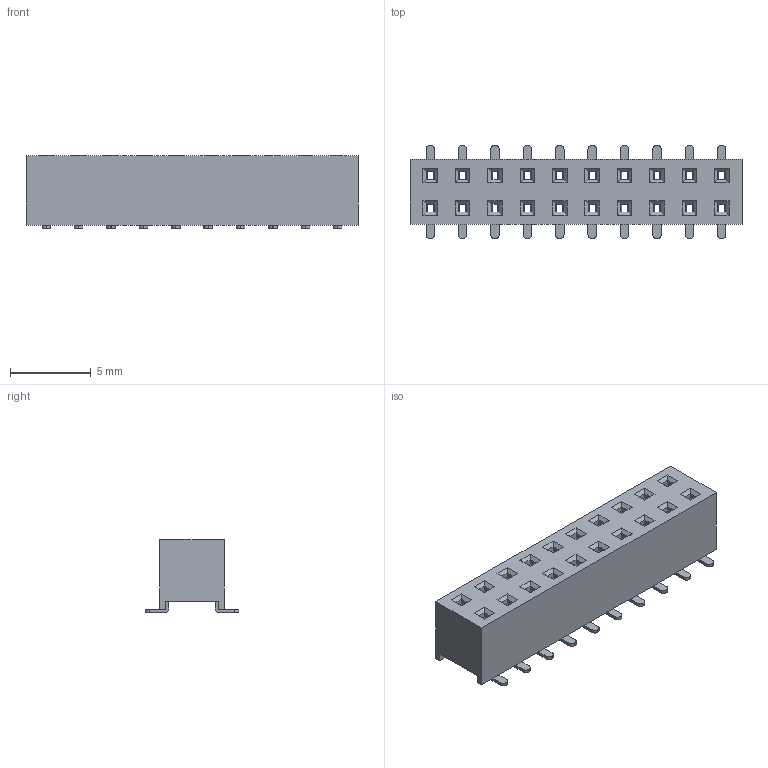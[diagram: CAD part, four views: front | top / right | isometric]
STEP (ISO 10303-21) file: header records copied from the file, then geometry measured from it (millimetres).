
FILE_DESCRIPTION( ( 'Unknown' ), '1' );
FILE_NAME( '621020242921.stp', 'Unknown', ( 'Unknown' ), ( 'Unknown' ), 'PSStep 14.0', 'Unknown', ' ' );
FILE_SCHEMA( ( 'AUTOMOTIVE_DESIGN { 1 0 10303 214 1 1 1 1 }' ) );
Length unit declared in the file: millimetre
Products named in the file (3): Assem1; 6210xx242921; 621020242921
Assembly tree (21 placements, depth 2):
  Assem1
    6210xx242921  x20
    621020242921
Bounding box: 20.5 x 5.79 x 4.5 mm (x, y, z)
Volume: 221.6 mm3; surface area: 1168.2 mm2
Topology: 21 solids, 21 shells, 1570 faces, 4344 edges, 2816 vertices
Faces by surface type: plane 930, cylinder 560, bspline 80
Entity records: 12470 total; most frequent: CARTESIAN_POINT 1802, ORIENTED_EDGE 1696, DIRECTION 1564, EDGE_CURVE 848, LINE 784, VECTOR 784, VERTEX_POINT 536, AXIS2_PLACEMENT_3D 390
